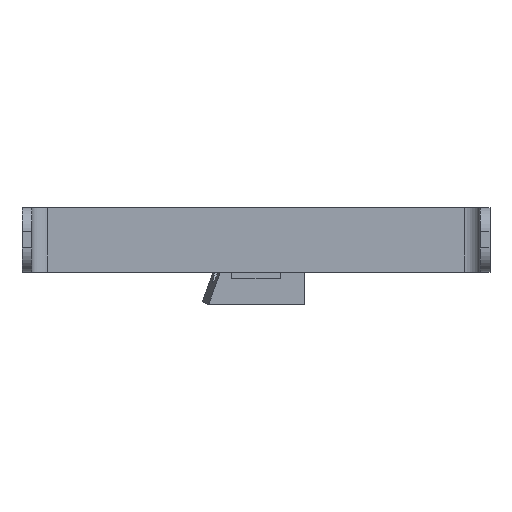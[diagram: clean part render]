
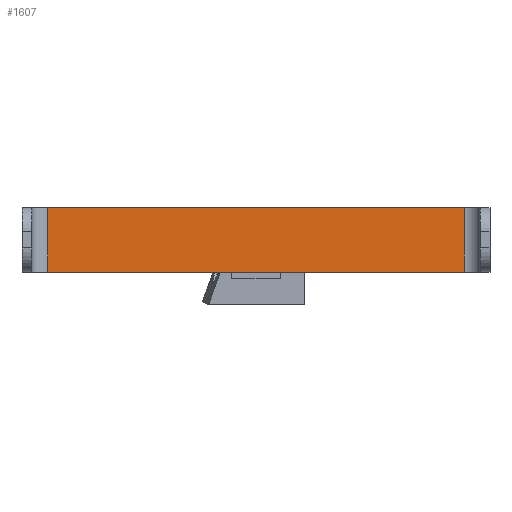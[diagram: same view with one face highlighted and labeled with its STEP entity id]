
A CAD part, left-side view. The second image highlights one B-rep face of the part: STEP entity #1607.
In plain terms, the highlighted planar face has unit normal (-1, 0, 0).
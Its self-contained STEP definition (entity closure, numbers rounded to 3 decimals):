
#179=FACE_OUTER_BOUND('',#282,.T.);
#282=EDGE_LOOP('',(#1324,#1325,#1326,#1327));
#434=LINE('',#2542,#610);
#437=LINE('',#2555,#613);
#439=LINE('',#2560,#615);
#440=LINE('',#2561,#616);
#610=VECTOR('',#2077,10.);
#613=VECTOR('',#2090,10.);
#615=VECTOR('',#2096,10.);
#616=VECTOR('',#2097,10.);
#768=VERTEX_POINT('',#2535);
#771=VERTEX_POINT('',#2540);
#775=VERTEX_POINT('',#2552);
#776=VERTEX_POINT('',#2554);
#965=EDGE_CURVE('',#771,#768,#434,.T.);
#971=EDGE_CURVE('',#775,#776,#437,.T.);
#974=EDGE_CURVE('',#771,#776,#439,.T.);
#975=EDGE_CURVE('',#775,#768,#440,.T.);
#1324=ORIENTED_EDGE('',*,*,#965,.F.);
#1325=ORIENTED_EDGE('',*,*,#974,.T.);
#1326=ORIENTED_EDGE('',*,*,#971,.F.);
#1327=ORIENTED_EDGE('',*,*,#975,.T.);
#1535=PLANE('',#1751);
#1607=ADVANCED_FACE('',(#179),#1535,.F.);
#1751=AXIS2_PLACEMENT_3D('',#2559,#2094,#2095);
#2077=DIRECTION('',(0.,0.,1.));
#2090=DIRECTION('',(0.,0.,-1.));
#2094=DIRECTION('center_axis',(1.,0.,0.));
#2095=DIRECTION('ref_axis',(0.,1.,0.));
#2096=DIRECTION('',(0.,-1.,0.));
#2097=DIRECTION('',(0.,1.,0.));
#2535=CARTESIAN_POINT('',(0.,65.,10.));
#2540=CARTESIAN_POINT('',(0.,65.,-10.));
#2542=CARTESIAN_POINT('',(0.,65.,-5.));
#2552=CARTESIAN_POINT('',(0.,-65.,10.));
#2554=CARTESIAN_POINT('',(0.,-65.,-10.));
#2555=CARTESIAN_POINT('',(0.,-65.,5.));
#2559=CARTESIAN_POINT('Origin',(0.,36.25,0.));
#2560=CARTESIAN_POINT('',(0.,73.,-10.));
#2561=CARTESIAN_POINT('',(0.,-73.,10.));
